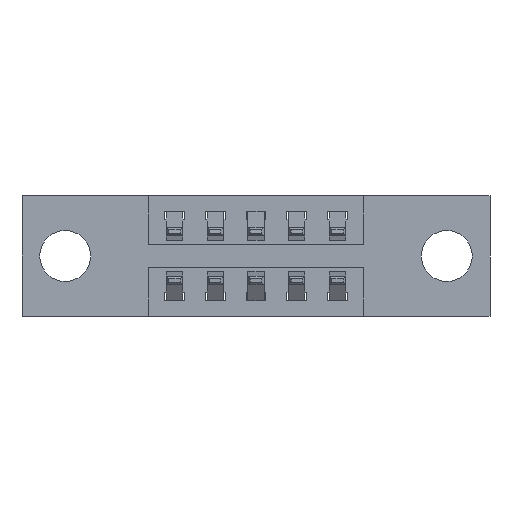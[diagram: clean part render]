
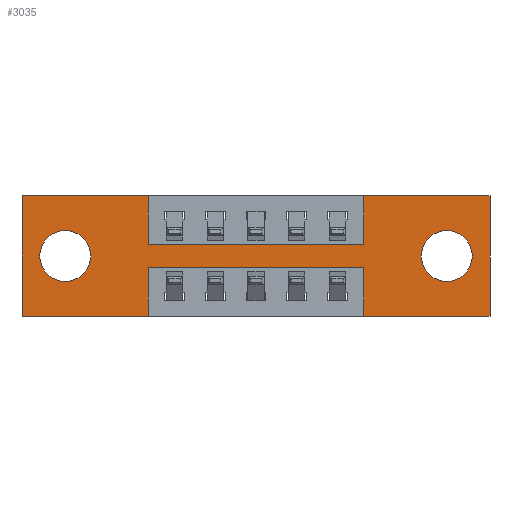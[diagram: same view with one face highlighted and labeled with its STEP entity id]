
A CAD part, front view. The second image highlights one B-rep face of the part: STEP entity #3035.
In plain terms, the highlighted planar face has unit normal (0, -1, 0).
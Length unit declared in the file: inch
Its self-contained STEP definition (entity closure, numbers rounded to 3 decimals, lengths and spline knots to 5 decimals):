
#38 = DIRECTION ( 'NONE',  ( 0., 0., -1. ) ) ;
#108 = ORIENTED_EDGE ( 'NONE', *, *, #1885, .F. ) ;
#176 = EDGE_CURVE ( 'NONE', #6904, #5248, #524, .T. ) ;
#185 = VERTEX_POINT ( 'NONE', #694 ) ;
#276 = FACE_BOUND ( 'NONE', #6301, .T. ) ;
#280 = EDGE_CURVE ( 'NONE', #2184, #5131, #3199, .T. ) ;
#296 = VECTOR ( 'NONE', #5859, 39.37008 ) ;
#451 = CARTESIAN_POINT ( 'NONE',  ( 1.435, 0., 0. ) ) ;
#462 = VERTEX_POINT ( 'NONE', #8176 ) ;
#500 = ORIENTED_EDGE ( 'NONE', *, *, #7522, .F. ) ;
#514 = DIRECTION ( 'NONE',  ( 0., 1., 0. ) ) ;
#524 = CIRCLE ( 'NONE', #1689, 0.078 ) ;
#606 = ORIENTED_EDGE ( 'NONE', *, *, #176, .T. ) ;
#685 = VERTEX_POINT ( 'NONE', #1998 ) ;
#694 = CARTESIAN_POINT ( 'NONE',  ( 0.3875, 0., -0.22 ) ) ;
#749 = ORIENTED_EDGE ( 'NONE', *, *, #7093, .F. ) ;
#810 = VECTOR ( 'NONE', #5149, 39.37008 ) ;
#926 = CARTESIAN_POINT ( 'NONE',  ( 1.3025, 0., -0.185 ) ) ;
#998 = FACE_BOUND ( 'NONE', #2893, .T. ) ;
#1024 = VERTEX_POINT ( 'NONE', #7663 ) ;
#1142 = DIRECTION ( 'NONE',  ( 1., 0., 0. ) ) ;
#1161 = DIRECTION ( 'NONE',  ( 0., 0., 1. ) ) ;
#1178 = DIRECTION ( 'NONE',  ( 0., 1., 0. ) ) ;
#1204 = LINE ( 'NONE', #3784, #8449 ) ;
#1210 = EDGE_CURVE ( 'NONE', #462, #685, #8602, .T. ) ;
#1498 = VERTEX_POINT ( 'NONE', #5187 ) ;
#1532 = CARTESIAN_POINT ( 'NONE',  ( 1.0475, 0., -0.15 ) ) ;
#1558 = ORIENTED_EDGE ( 'NONE', *, *, #5735, .F. ) ;
#1596 = DIRECTION ( 'NONE',  ( 0., -1., 0. ) ) ;
#1689 = AXIS2_PLACEMENT_3D ( 'NONE', #5196, #1178, #5939 ) ;
#1874 = VERTEX_POINT ( 'NONE', #3102 ) ;
#1885 = EDGE_CURVE ( 'NONE', #5131, #8647, #6456, .T. ) ;
#1997 = CARTESIAN_POINT ( 'NONE',  ( 0.3875, 0., -0.22 ) ) ;
#1998 = CARTESIAN_POINT ( 'NONE',  ( 1.3025, 0., -0.107 ) ) ;
#2184 = VERTEX_POINT ( 'NONE', #6948 ) ;
#2192 = CARTESIAN_POINT ( 'NONE',  ( 0.3875, 0., -0.15 ) ) ;
#2238 = CIRCLE ( 'NONE', #4468, 0.078 ) ;
#2271 = EDGE_CURVE ( 'NONE', #1874, #8403, #4483, .T. ) ;
#2312 = CARTESIAN_POINT ( 'NONE',  ( 0.3875, 0., 0. ) ) ;
#2434 = CARTESIAN_POINT ( 'NONE',  ( 0.1325, 0., -0.107 ) ) ;
#2499 = VECTOR ( 'NONE', #5670, 39.37008 ) ;
#2571 = CARTESIAN_POINT ( 'NONE',  ( 0., 0., 0. ) ) ;
#2715 = EDGE_CURVE ( 'NONE', #1498, #7380, #5758, .T. ) ;
#2887 = FACE_OUTER_BOUND ( 'NONE', #4940, .T. ) ;
#2888 = LINE ( 'NONE', #6793, #7621 ) ;
#2893 = EDGE_LOOP ( 'NONE', ( #6092, #4074 ) ) ;
#2899 = VECTOR ( 'NONE', #7595, 39.37008 ) ;
#2942 = VECTOR ( 'NONE', #6580, 39.37008 ) ;
#3035 = ADVANCED_FACE ( 'NONE', ( #998, #276, #2887 ), #8444, .T. ) ;
#3102 = CARTESIAN_POINT ( 'NONE',  ( 1.0475, 0., -0.37 ) ) ;
#3111 = CARTESIAN_POINT ( 'NONE',  ( 0., 0., 0. ) ) ;
#3133 = LINE ( 'NONE', #5824, #2942 ) ;
#3142 = CARTESIAN_POINT ( 'NONE',  ( 0.3875, 0., 0. ) ) ;
#3199 = LINE ( 'NONE', #3111, #4951 ) ;
#3224 = LINE ( 'NONE', #1997, #7411 ) ;
#3227 = DIRECTION ( 'NONE',  ( 0., 0., 1. ) ) ;
#3548 = LINE ( 'NONE', #6375, #2899 ) ;
#3567 = EDGE_CURVE ( 'NONE', #7350, #6367, #3548, .T. ) ;
#3626 = CARTESIAN_POINT ( 'NONE',  ( 0.1325, 0., -0.263 ) ) ;
#3633 = VECTOR ( 'NONE', #4392, 39.37008 ) ;
#3784 = CARTESIAN_POINT ( 'NONE',  ( 0., 0., 0. ) ) ;
#3828 = LINE ( 'NONE', #6394, #810 ) ;
#4074 = ORIENTED_EDGE ( 'NONE', *, *, #1210, .T. ) ;
#4142 = DIRECTION ( 'NONE',  ( 0., 0., -1. ) ) ;
#4201 = CIRCLE ( 'NONE', #8426, 0.078 ) ;
#4296 = CARTESIAN_POINT ( 'NONE',  ( 0., 0., -0.37 ) ) ;
#4392 = DIRECTION ( 'NONE',  ( -1., 0., 0. ) ) ;
#4468 = AXIS2_PLACEMENT_3D ( 'NONE', #7188, #7098, #1161 ) ;
#4478 = EDGE_CURVE ( 'NONE', #8403, #185, #3224, .T. ) ;
#4483 = LINE ( 'NONE', #6001, #296 ) ;
#4728 = VERTEX_POINT ( 'NONE', #451 ) ;
#4836 = ORIENTED_EDGE ( 'NONE', *, *, #3567, .F. ) ;
#4940 = EDGE_LOOP ( 'NONE', ( #5620, #7781, #6601, #500, #749, #5257, #4836, #8498, #108, #6663, #1558, #7395 ) ) ;
#4951 = VECTOR ( 'NONE', #1142, 39.37008 ) ;
#4973 = CARTESIAN_POINT ( 'NONE',  ( 1.0475, 0., 0. ) ) ;
#4982 = CARTESIAN_POINT ( 'NONE',  ( 0., 0., -0.37 ) ) ;
#5089 = DIRECTION ( 'NONE',  ( 0., 0., -1. ) ) ;
#5131 = VERTEX_POINT ( 'NONE', #2312 ) ;
#5141 = EDGE_CURVE ( 'NONE', #8647, #7350, #7553, .T. ) ;
#5149 = DIRECTION ( 'NONE',  ( -1., 0., 0. ) ) ;
#5187 = CARTESIAN_POINT ( 'NONE',  ( 0.3875, 0., -0.37 ) ) ;
#5196 = CARTESIAN_POINT ( 'NONE',  ( 0.1325, 0., -0.185 ) ) ;
#5248 = VERTEX_POINT ( 'NONE', #2434 ) ;
#5257 = ORIENTED_EDGE ( 'NONE', *, *, #7515, .F. ) ;
#5581 = CARTESIAN_POINT ( 'NONE',  ( 0.3875, 0., -0.15 ) ) ;
#5620 = ORIENTED_EDGE ( 'NONE', *, *, #8637, .F. ) ;
#5670 = DIRECTION ( 'NONE',  ( 1., 0., 0. ) ) ;
#5715 = EDGE_CURVE ( 'NONE', #5248, #6904, #2238, .T. ) ;
#5735 = EDGE_CURVE ( 'NONE', #7380, #2184, #7803, .T. ) ;
#5758 = LINE ( 'NONE', #7741, #3633 ) ;
#5824 = CARTESIAN_POINT ( 'NONE',  ( 1.435, 0., 0. ) ) ;
#5859 = DIRECTION ( 'NONE',  ( 0., 0., 1. ) ) ;
#5939 = DIRECTION ( 'NONE',  ( 0., 0., 1. ) ) ;
#5961 = DIRECTION ( 'NONE',  ( 0., 0., -1. ) ) ;
#6001 = CARTESIAN_POINT ( 'NONE',  ( 1.0475, 0., -0.37 ) ) ;
#6016 = EDGE_CURVE ( 'NONE', #685, #462, #4201, .T. ) ;
#6092 = ORIENTED_EDGE ( 'NONE', *, *, #6016, .T. ) ;
#6239 = DIRECTION ( 'NONE',  ( 0., 1., 0. ) ) ;
#6301 = EDGE_LOOP ( 'NONE', ( #8098, #606 ) ) ;
#6367 = VERTEX_POINT ( 'NONE', #4973 ) ;
#6375 = CARTESIAN_POINT ( 'NONE',  ( 1.0475, 0., 0. ) ) ;
#6394 = CARTESIAN_POINT ( 'NONE',  ( 0., 0., -0.37 ) ) ;
#6456 = LINE ( 'NONE', #3142, #8393 ) ;
#6482 = AXIS2_PLACEMENT_3D ( 'NONE', #6620, #514, #5961 ) ;
#6580 = DIRECTION ( 'NONE',  ( 0., 0., -1. ) ) ;
#6601 = ORIENTED_EDGE ( 'NONE', *, *, #2271, .F. ) ;
#6620 = CARTESIAN_POINT ( 'NONE',  ( 1.3025, 0., -0.185 ) ) ;
#6663 = ORIENTED_EDGE ( 'NONE', *, *, #280, .F. ) ;
#6751 = VECTOR ( 'NONE', #3227, 39.37008 ) ;
#6793 = CARTESIAN_POINT ( 'NONE',  ( 0.3875, 0., -0.37 ) ) ;
#6904 = VERTEX_POINT ( 'NONE', #3626 ) ;
#6948 = CARTESIAN_POINT ( 'NONE',  ( 0., 0., 0. ) ) ;
#7093 = EDGE_CURVE ( 'NONE', #4728, #1024, #3133, .T. ) ;
#7098 = DIRECTION ( 'NONE',  ( 0., 1., 0. ) ) ;
#7188 = CARTESIAN_POINT ( 'NONE',  ( 0.1325, 0., -0.185 ) ) ;
#7350 = VERTEX_POINT ( 'NONE', #1532 ) ;
#7364 = DIRECTION ( 'NONE',  ( -1., 0., 0. ) ) ;
#7380 = VERTEX_POINT ( 'NONE', #4982 ) ;
#7395 = ORIENTED_EDGE ( 'NONE', *, *, #2715, .F. ) ;
#7411 = VECTOR ( 'NONE', #7364, 39.37008 ) ;
#7515 = EDGE_CURVE ( 'NONE', #6367, #4728, #1204, .T. ) ;
#7522 = EDGE_CURVE ( 'NONE', #1024, #1874, #3828, .T. ) ;
#7553 = LINE ( 'NONE', #2192, #2499 ) ;
#7595 = DIRECTION ( 'NONE',  ( 0., 0., 1. ) ) ;
#7621 = VECTOR ( 'NONE', #38, 39.37008 ) ;
#7663 = CARTESIAN_POINT ( 'NONE',  ( 1.435, 0., -0.37 ) ) ;
#7741 = CARTESIAN_POINT ( 'NONE',  ( 0., 0., -0.37 ) ) ;
#7781 = ORIENTED_EDGE ( 'NONE', *, *, #4478, .F. ) ;
#7803 = LINE ( 'NONE', #2571, #6751 ) ;
#8098 = ORIENTED_EDGE ( 'NONE', *, *, #5715, .T. ) ;
#8176 = CARTESIAN_POINT ( 'NONE',  ( 1.3025, 0., -0.263 ) ) ;
#8356 = DIRECTION ( 'NONE',  ( 0., 0., -1. ) ) ;
#8393 = VECTOR ( 'NONE', #5089, 39.37008 ) ;
#8403 = VERTEX_POINT ( 'NONE', #8726 ) ;
#8426 = AXIS2_PLACEMENT_3D ( 'NONE', #926, #6239, #4142 ) ;
#8444 = PLANE ( 'NONE',  #8561 ) ;
#8449 = VECTOR ( 'NONE', #8607, 39.37008 ) ;
#8498 = ORIENTED_EDGE ( 'NONE', *, *, #5141, .F. ) ;
#8561 = AXIS2_PLACEMENT_3D ( 'NONE', #4296, #1596, #8356 ) ;
#8602 = CIRCLE ( 'NONE', #6482, 0.078 ) ;
#8607 = DIRECTION ( 'NONE',  ( 1., 0., 0. ) ) ;
#8637 = EDGE_CURVE ( 'NONE', #185, #1498, #2888, .T. ) ;
#8647 = VERTEX_POINT ( 'NONE', #5581 ) ;
#8726 = CARTESIAN_POINT ( 'NONE',  ( 1.0475, 0., -0.22 ) ) ;
